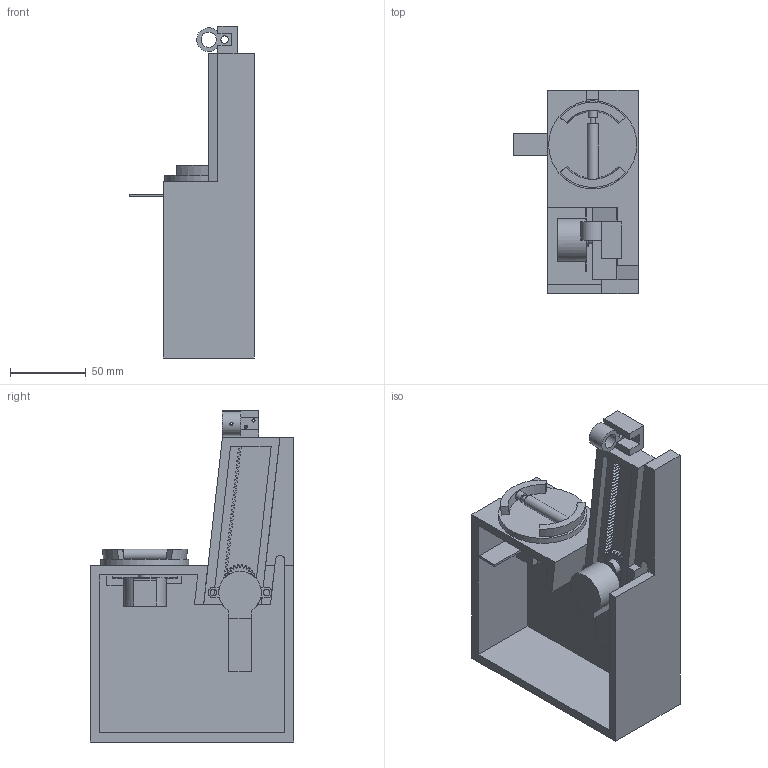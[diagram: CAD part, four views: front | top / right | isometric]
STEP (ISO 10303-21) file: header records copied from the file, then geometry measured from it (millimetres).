
FILE_DESCRIPTION(/* description */ (''),/* implementation_level */ '2;1');
FILE_NAME(/* name */ 'Oct 24 Cup Drawing Machine.step',/* time_stamp */ '2025-10-24T23:41:40+01:00',/* author */ (''),/* organization */ (''),/* preprocessor_version */ 'ST-DEVELOPER v20.1',/* originating_system */ 'Autodesk Translation Framework v14.17.0.0',/* authorisation */ '');
FILE_SCHEMA (('AUTOMOTIVE_DESIGN { 1 0 10303 214 3 1 1 }'));
Length unit declared in the file: millimetre
Products named in the file (9): Oct 24 Cup Drawing Machine; Component1; Component2; Component3; Component4; Component5; 2662N325_20 Degree Pressure Angle Plastic Gear; 2662N56_20 Degree Pressure Angle Gear Rack; Step Motor ref
Assembly tree (9 placements, depth 2):
  Oct 24 Cup Drawing Machine
    Step Motor ref  x2
    Component1
    Component2
    Component3
    Component4
    Component5
    2662N325_20 Degree Pressure Angle Plastic Gear
    2662N56_20 Degree Pressure Angle Gear Rack
Bounding box: 82 x 133.96 x 218.64 mm (x, y, z)
Volume: 455348.2 mm3; surface area: 128515.3 mm2
Topology: 9 solids, 9 shells, 829 faces, 2402 edges, 1598 vertices
Faces by surface type: cylinder 436, plane 312, torus 50, bspline 26, cone 5
Full cylindrical faces by diameter (mm): 1.623 x26, 2.074 x21, 3.332 x6, 3.4 x1, 3.8 x1, 4.109 x5, 4.2 x4, 4.5 x1, 5 x4, 6 x1, 9 x2, 10 x2, 58 x1
Entity records: 39311 total; most frequent: CARTESIAN_POINT 18313, ORIENTED_EDGE 4660, DIRECTION 4007, EDGE_CURVE 2330, VERTEX_POINT 1550, AXIS2_PLACEMENT_3D 1413, LINE 1181, VECTOR 1181
